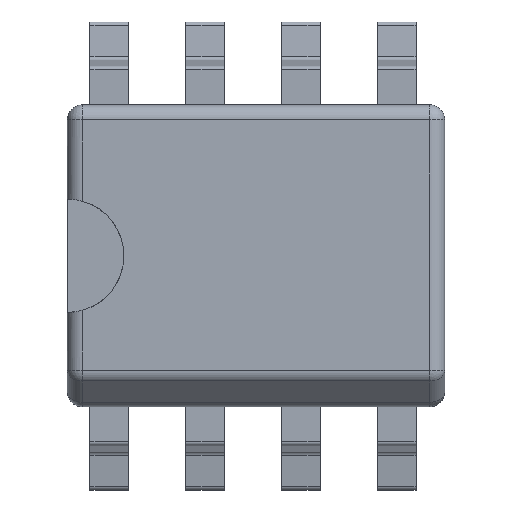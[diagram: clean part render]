
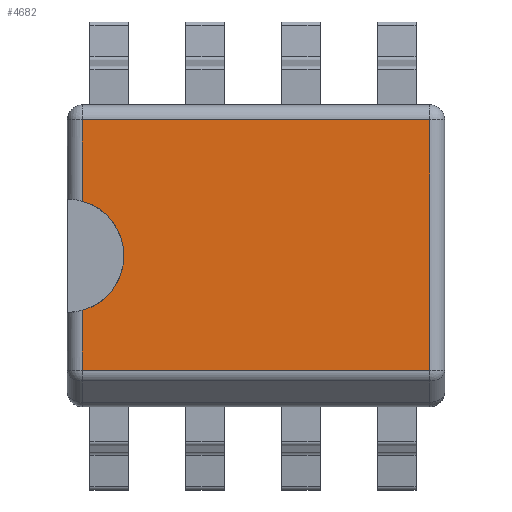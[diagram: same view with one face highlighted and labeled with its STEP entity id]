
A CAD part, top view. The second image highlights one B-rep face of the part: STEP entity #4682.
In plain terms, the highlighted planar face has unit normal (0, 0, 1).
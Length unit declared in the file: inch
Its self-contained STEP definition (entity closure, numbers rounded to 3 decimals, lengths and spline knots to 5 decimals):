
#449 = DIRECTION ( 'NONE',  ( 1., 0., 0. ) ) ;
#450 = DIRECTION ( 'NONE',  ( 0., 0., 1. ) ) ;
#451 = CARTESIAN_POINT ( 'NONE',  ( -0.19685, 0., 0.03445 ) ) ;
#452 = AXIS2_PLACEMENT_3D ( 'NONE', #451, #450, #449 ) ;
#453 = CIRCLE ( 'NONE', #452, 0.02953 ) ;
#454 = CARTESIAN_POINT ( 'NONE',  ( -0.18898, 0.02846, 0.03445 ) ) ;
#455 = CARTESIAN_POINT ( 'NONE',  ( -0.16732, 0., 0.03445 ) ) ;
#2345 = FACE_OUTER_BOUND ( 'NONE', #4795, .T. ) ;
#2434 = DIRECTION ( 'NONE',  ( -1., 0., 0. ) ) ;
#2435 = VECTOR ( 'NONE', #2434, 39.37008 ) ;
#2436 = CARTESIAN_POINT ( 'NONE',  ( -0.09843, 0.07087, 0.03445 ) ) ;
#2437 = LINE ( 'NONE', #2436, #2435 ) ;
#2496 = CARTESIAN_POINT ( 'NONE',  ( -0.18898, -0.02846, 0.03445 ) ) ;
#2497 = DIRECTION ( 'NONE',  ( 0., -1., 0. ) ) ;
#2498 = VECTOR ( 'NONE', #2497, 39.37008 ) ;
#2499 = CARTESIAN_POINT ( 'NONE',  ( -0.18898, 0.00557, 0.03445 ) ) ;
#2500 = LINE ( 'NONE', #2499, #2498 ) ;
#2593 = CIRCLE ( 'NONE', #2673, 0.02953 ) ;
#2594 = DIRECTION ( 'NONE',  ( 1., 0., 0. ) ) ;
#2595 = VECTOR ( 'NONE', #2594, 39.37008 ) ;
#2596 = CARTESIAN_POINT ( 'NONE',  ( -0.09843, -0.05973, 0.03445 ) ) ;
#2597 = LINE ( 'NONE', #2596, #2595 ) ;
#2636 = DIRECTION ( 'NONE',  ( 0., 1., 0. ) ) ;
#2637 = VECTOR ( 'NONE', #2636, 39.37008 ) ;
#2638 = CARTESIAN_POINT ( 'NONE',  ( -0.00787, 0.00557, 0.03445 ) ) ;
#2639 = LINE ( 'NONE', #2638, #2637 ) ;
#2641 = CARTESIAN_POINT ( 'NONE',  ( -0.18898, -0.05973, 0.03445 ) ) ;
#2665 = DIRECTION ( 'NONE',  ( 0., 1., 0. ) ) ;
#2666 = VECTOR ( 'NONE', #2665, 39.37008 ) ;
#2667 = CARTESIAN_POINT ( 'NONE',  ( -0.18898, 0.04954, 0.03445 ) ) ;
#2668 = LINE ( 'NONE', #2667, #2666 ) ;
#2670 = DIRECTION ( 'NONE',  ( 1., 0., 0. ) ) ;
#2671 = DIRECTION ( 'NONE',  ( 0., 0., 1. ) ) ;
#2672 = CARTESIAN_POINT ( 'NONE',  ( -0.19685, 0., 0.03445 ) ) ;
#2673 = AXIS2_PLACEMENT_3D ( 'NONE', #2672, #2671, #2670 ) ;
#2700 = CARTESIAN_POINT ( 'NONE',  ( -0.18898, 0.07087, 0.03445 ) ) ;
#2720 = CARTESIAN_POINT ( 'NONE',  ( -0.00787, 0.07087, 0.03445 ) ) ;
#2725 = DIRECTION ( 'NONE',  ( 1., 0., 0. ) ) ;
#2726 = DIRECTION ( 'NONE',  ( 0., 0., 1. ) ) ;
#2727 = CARTESIAN_POINT ( 'NONE',  ( -0.18898, -0.05973, 0.03445 ) ) ;
#2728 = AXIS2_PLACEMENT_3D ( 'NONE', #2727, #2726, #2725 ) ;
#2730 = PLANE ( 'NONE',  #2728 ) ;
#2745 = CARTESIAN_POINT ( 'NONE',  ( -0.00787, -0.05973, 0.03445 ) ) ;
#3519 = VERTEX_POINT ( 'NONE', #455 ) ;
#3521 = EDGE_CURVE ( 'NONE', #3519, #3522, #453, .T. ) ;
#3522 = VERTEX_POINT ( 'NONE', #454 ) ;
#4646 = EDGE_CURVE ( 'NONE', #4705, #4818, #2437, .T. ) ;
#4652 = EDGE_CURVE ( 'NONE', #4653, #4811, #2500, .T. ) ;
#4653 = VERTEX_POINT ( 'NONE', #2496 ) ;
#4682 = ADVANCED_FACE ( 'NONE', ( #2345 ), #2730, .T. ) ;
#4705 = VERTEX_POINT ( 'NONE', #2720 ) ;
#4777 = EDGE_CURVE ( 'NONE', #4811, #4828, #2597, .T. ) ;
#4795 = EDGE_LOOP ( 'NONE', ( #4796, #4798, #4799, #4800, #4801, #4802, #4804 ) ) ;
#4796 = ORIENTED_EDGE ( 'NONE', *, *, #4797, .F. ) ;
#4797 = EDGE_CURVE ( 'NONE', #4653, #3519, #2593, .T. ) ;
#4798 = ORIENTED_EDGE ( 'NONE', *, *, #4652, .T. ) ;
#4799 = ORIENTED_EDGE ( 'NONE', *, *, #4777, .T. ) ;
#4800 = ORIENTED_EDGE ( 'NONE', *, *, #4812, .T. ) ;
#4801 = ORIENTED_EDGE ( 'NONE', *, *, #4646, .T. ) ;
#4802 = ORIENTED_EDGE ( 'NONE', *, *, #4803, .F. ) ;
#4803 = EDGE_CURVE ( 'NONE', #3522, #4818, #2668, .T. ) ;
#4804 = ORIENTED_EDGE ( 'NONE', *, *, #3521, .F. ) ;
#4811 = VERTEX_POINT ( 'NONE', #2641 ) ;
#4812 = EDGE_CURVE ( 'NONE', #4828, #4705, #2639, .T. ) ;
#4818 = VERTEX_POINT ( 'NONE', #2700 ) ;
#4828 = VERTEX_POINT ( 'NONE', #2745 ) ;
